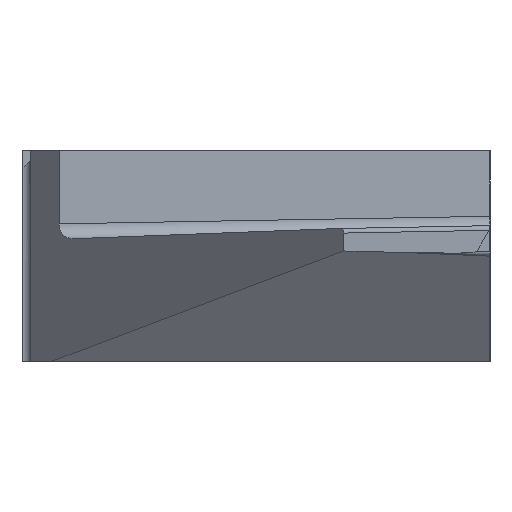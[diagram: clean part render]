
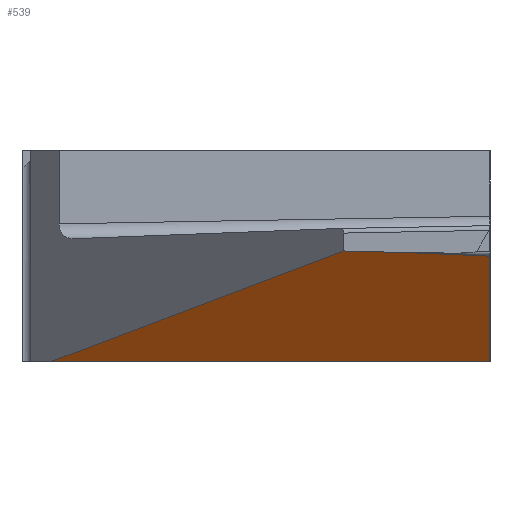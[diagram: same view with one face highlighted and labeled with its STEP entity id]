
A CAD part, left-side view. The second image highlights one B-rep face of the part: STEP entity #539.
In plain terms, the highlighted planar face has unit normal (-0.342, 0.052, -0.938).
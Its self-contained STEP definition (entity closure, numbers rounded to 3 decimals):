
#112 = CARTESIAN_POINT ( 'NONE',  ( 5.75, 0.188, -1.8 ) ) ;
#123 = VERTEX_POINT ( 'NONE', #125 ) ;
#125 = CARTESIAN_POINT ( 'NONE',  ( 0.813, 0.188, -0.003 ) ) ;
#136 = VECTOR ( 'NONE', #559, 1000. ) ;
#180 = CARTESIAN_POINT ( 'NONE',  ( 6.871, 7.502, -1.8 ) ) ;
#190 = ORIENTED_EDGE ( 'NONE', *, *, #1104, .T. ) ;
#193 = EDGE_CURVE ( 'NONE', #931, #368, #444, .T. ) ;
#197 = LINE ( 'NONE', #524, #1136 ) ;
#219 = EDGE_CURVE ( 'NONE', #912, #368, #509, .T. ) ;
#272 = AXIS2_PLACEMENT_3D ( 'NONE', #1013, #1225, #382 ) ;
#284 = EDGE_CURVE ( 'NONE', #931, #1055, #292, .T. ) ;
#292 = LINE ( 'NONE', #180, #911 ) ;
#310 = VECTOR ( 'NONE', #327, 1000. ) ;
#327 = DIRECTION ( 'NONE',  ( 0.034, 0.998, 0.043 ) ) ;
#356 = CARTESIAN_POINT ( 'NONE',  ( 0.859, 1.545, 0.056 ) ) ;
#366 = PLANE ( 'NONE',  #272 ) ;
#368 = VERTEX_POINT ( 'NONE', #1062 ) ;
#382 = DIRECTION ( 'NONE',  ( -0.94, 0., 0.342 ) ) ;
#401 = ORIENTED_EDGE ( 'NONE', *, *, #219, .T. ) ;
#410 = EDGE_CURVE ( 'NONE', #123, #912, #1195, .T. ) ;
#444 = LINE ( 'NONE', #546, #736 ) ;
#509 = LINE ( 'NONE', #1200, #136 ) ;
#524 = CARTESIAN_POINT ( 'NONE',  ( 0.25, 0.188, 0.202 ) ) ;
#539 = ADVANCED_FACE ( 'NONE', ( #704 ), #366, .F. ) ;
#546 = CARTESIAN_POINT ( 'NONE',  ( 0.036, 1.918, 0.376 ) ) ;
#559 = DIRECTION ( 'NONE',  ( 0.08, 0.996, 0.026 ) ) ;
#704 = FACE_OUTER_BOUND ( 'NONE', #822, .T. ) ;
#736 = VECTOR ( 'NONE', #1080, 1000. ) ;
#753 = CARTESIAN_POINT ( 'NONE',  ( 0.813, 0.177, -0.003 ) ) ;
#775 = ORIENTED_EDGE ( 'NONE', *, *, #193, .F. ) ;
#820 = ORIENTED_EDGE ( 'NONE', *, *, #284, .T. ) ;
#822 = EDGE_LOOP ( 'NONE', ( #190, #1000, #401, #775, #820 ) ) ;
#911 = VECTOR ( 'NONE', #1317, 1000. ) ;
#912 = VERTEX_POINT ( 'NONE', #356 ) ;
#931 = VERTEX_POINT ( 'NONE', #990 ) ;
#990 = CARTESIAN_POINT ( 'NONE',  ( 6.898, 7.676, -1.8 ) ) ;
#1000 = ORIENTED_EDGE ( 'NONE', *, *, #410, .T. ) ;
#1013 = CARTESIAN_POINT ( 'NONE',  ( 0.25, 0.188, 0.202 ) ) ;
#1055 = VERTEX_POINT ( 'NONE', #112 ) ;
#1062 = CARTESIAN_POINT ( 'NONE',  ( 0.95, 2.685, 0.086 ) ) ;
#1080 = DIRECTION ( 'NONE',  ( -0.744, -0.625, 0.236 ) ) ;
#1104 = EDGE_CURVE ( 'NONE', #1055, #123, #197, .T. ) ;
#1136 = VECTOR ( 'NONE', #1360, 1000. ) ;
#1195 = LINE ( 'NONE', #753, #310 ) ;
#1200 = CARTESIAN_POINT ( 'NONE',  ( 0.747, 0.152, 0.019 ) ) ;
#1225 = DIRECTION ( 'NONE',  ( 0.342, -0.052, 0.938 ) ) ;
#1317 = DIRECTION ( 'NONE',  ( -0.151, -0.988, 0. ) ) ;
#1360 = DIRECTION ( 'NONE',  ( -0.94, 0., 0.342 ) ) ;
